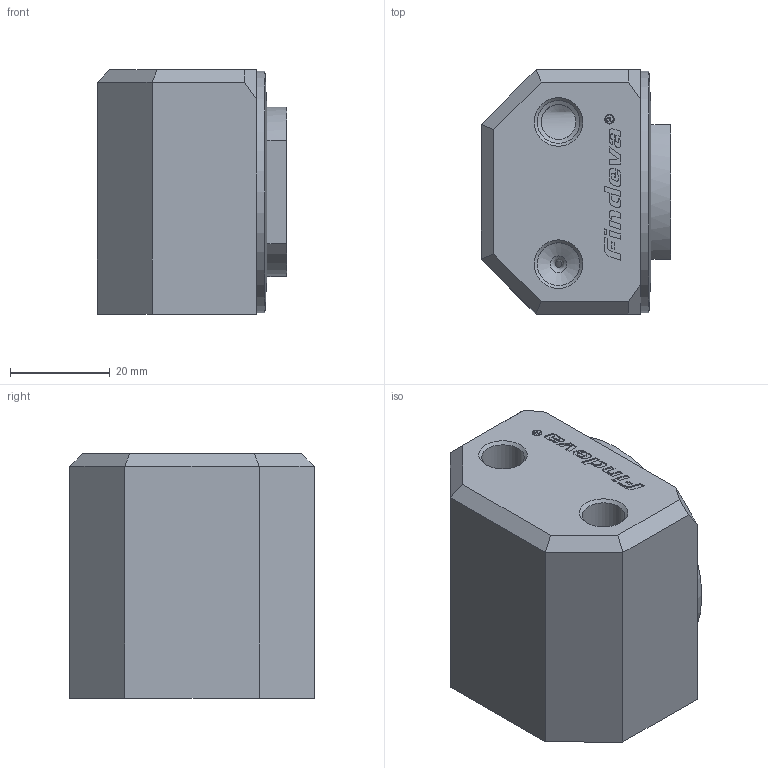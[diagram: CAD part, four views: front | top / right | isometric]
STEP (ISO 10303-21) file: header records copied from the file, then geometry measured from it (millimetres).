
FILE_DESCRIPTION((''),'2;1');
FILE_NAME('8510-00-M.stp','2012-03-29T10:54:47',('Petr'),(''),'Autodesk Inventor 2011','Autodesk Inventor 2011','');
FILE_SCHEMA(('CONFIG_CONTROL_DESIGN'));
Length unit declared in the file: millimetre
Products named in the file (1): 8510-00-M
Bounding box: 38 x 49 x 49 mm (x, y, z)
Volume: 75260.2 mm3; surface area: 11926.4 mm2
Topology: 1 solids, 1 shells, 175 faces, 451 edges, 295 vertices
Faces by surface type: plane 116, cylinder 40, cone 10, bspline 8, torus 1
Full cylindrical faces by diameter (mm): 1.4 x1, 1.716 x1, 1.908 x1, 4.917 x2, 7 x1, 8.566 x2, 48.5 x1
Entity records: 5356 total; most frequent: CARTESIAN_POINT 1100, ORIENTED_EDGE 850, DIRECTION 824, EDGE_CURVE 425, VECTOR 324, LINE 324, VERTEX_POINT 288, AXIS2_PLACEMENT_3D 250
